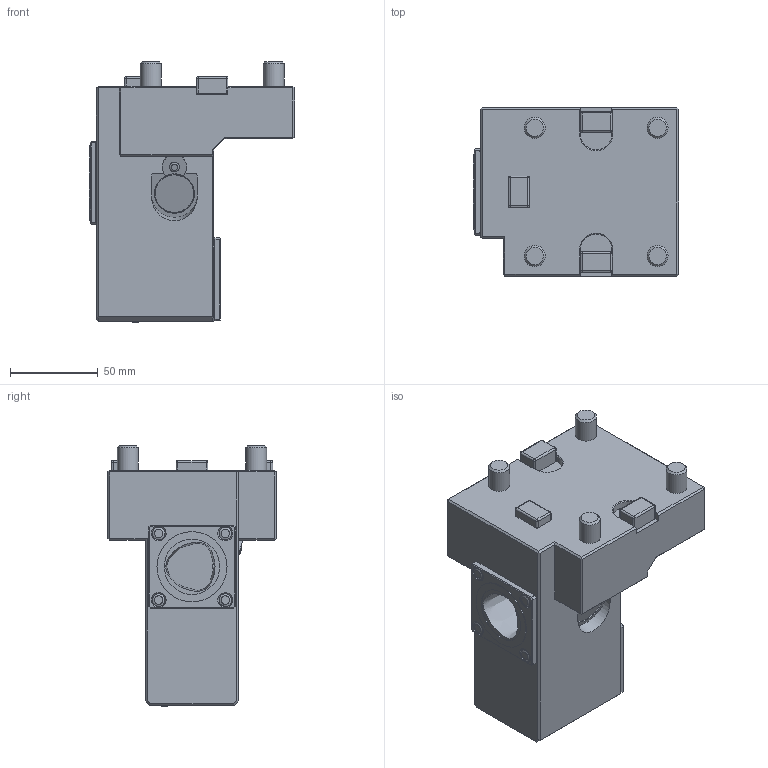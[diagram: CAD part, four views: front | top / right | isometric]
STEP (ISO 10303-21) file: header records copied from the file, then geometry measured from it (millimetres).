
FILE_DESCRIPTION(/* description */ (''),/* implementation_level */ '2;1');
FILE_NAME(/* name */ '1616495789798.stp',/* time_stamp */ '2021-03-23T11:36:35+01:00',/* author */ (''),/* organization */ ('SMS'),/* preprocessor_version */ 'ST-DEVELOPER v16.7',/* originating_system */ 'SIEMENS PLM Software NX 12.0',/* authorisation */ '');
FILE_SCHEMA (('AUTOMOTIVE_DESIGN { 1 0 10303 214 3 1 1 1 }'));
Length unit declared in the file: millimetre
Products named in the file (1): 203444057mod000_00
Bounding box: 116.99 x 96 x 148.51 mm (x, y, z)
Volume: 707057.2 mm3; surface area: 76777.7 mm2
Topology: 1 solids, 1 shells, 332 faces, 826 edges, 514 vertices
Faces by surface type: plane 202, cylinder 75, sphere 22, cone 21, torus 9, bspline 3
Full cylindrical faces by diameter (mm): 2.5 x2, 3.996 x1, 4.495 x4, 4.995 x2, 5.694 x2, 5.994 x4, 7.193 x4, 11.988 x4, 13.967 x1, 19.97 x1, 22.477 x1, 23.011 x1, 31.6 x2, 39.96 x1
Entity records: 10188 total; most frequent: CARTESIAN_POINT 2744, DIRECTION 1534, ORIENTED_EDGE 1422, EDGE_CURVE 711, AXIS2_PLACEMENT_3D 542, VERTEX_POINT 472, LINE 450, VECTOR 450
